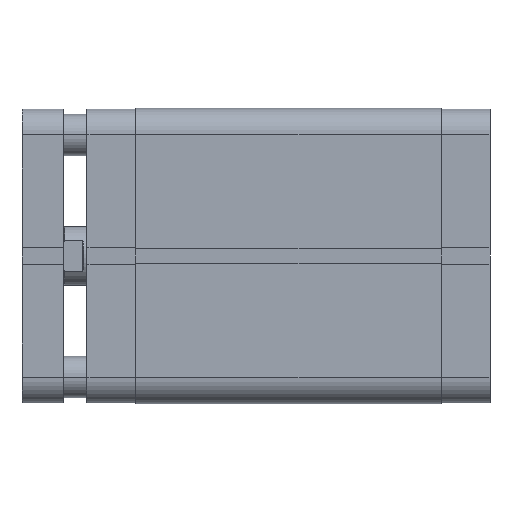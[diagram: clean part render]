
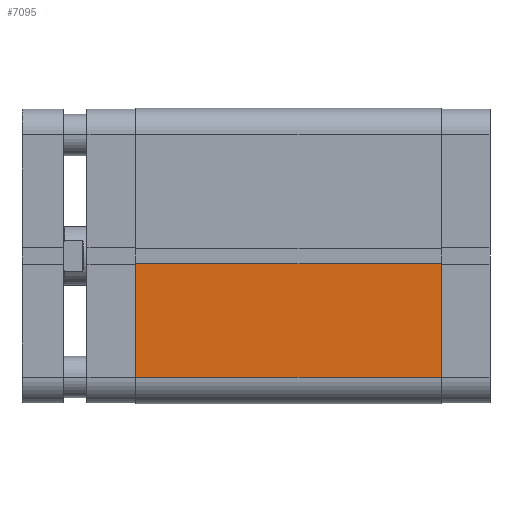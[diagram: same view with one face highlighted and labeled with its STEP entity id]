
A CAD part, front view. The second image highlights one B-rep face of the part: STEP entity #7095.
In plain terms, the highlighted face is planar.
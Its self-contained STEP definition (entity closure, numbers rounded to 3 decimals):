
#106 = CARTESIAN_POINT ( 'NONE',  ( 50., -41., 0. ) ) ;
#625 = EDGE_LOOP ( 'NONE', ( #1816, #1800, #1788, #1832 ) ) ;
#1788 = ORIENTED_EDGE ( 'NONE', *, *, #6212, .F. ) ;
#1800 = ORIENTED_EDGE ( 'NONE', *, *, #6126, .F. ) ;
#1816 = ORIENTED_EDGE ( 'NONE', *, *, #6157, .T. ) ;
#1832 = ORIENTED_EDGE ( 'NONE', *, *, #6127, .T. ) ;
#2576 = CARTESIAN_POINT ( 'NONE',  ( 50., -2.6, 103.5 ) ) ;
#2578 = CARTESIAN_POINT ( 'NONE',  ( 50., -41., 103.5 ) ) ;
#2579 = DIRECTION ( 'NONE',  ( 0., 0., -1. ) ) ;
#2581 = DIRECTION ( 'NONE',  ( 0., 0., -1. ) ) ;
#2646 = CARTESIAN_POINT ( 'NONE',  ( 50., -2.6, 0. ) ) ;
#2647 = DIRECTION ( 'NONE',  ( 0., 1., 0. ) ) ;
#2779 = CARTESIAN_POINT ( 'NONE',  ( 50., -2.6, 103.5 ) ) ;
#2780 = DIRECTION ( 'NONE',  ( 0., 1., 0. ) ) ;
#3338 = LINE ( 'NONE', #2576, #3343 ) ;
#3340 = LINE ( 'NONE', #2578, #3345 ) ;
#3343 = VECTOR ( 'NONE', #2579, 1000. ) ;
#3345 = VECTOR ( 'NONE', #2581, 1000. ) ;
#3375 = LINE ( 'NONE', #2646, #3380 ) ;
#3380 = VECTOR ( 'NONE', #2647, 1000. ) ;
#3463 = LINE ( 'NONE', #2779, #3470 ) ;
#3470 = VECTOR ( 'NONE', #2780, 1000. ) ;
#4139 = FACE_OUTER_BOUND ( 'NONE', #625, .T. ) ;
#4350 = VERTEX_POINT ( 'NONE', #4413 ) ;
#4368 = VERTEX_POINT ( 'NONE', #4789 ) ;
#4401 = CARTESIAN_POINT ( 'NONE',  ( 50., -2.6, 0. ) ) ;
#4413 = CARTESIAN_POINT ( 'NONE',  ( 50., -2.6, 103.5 ) ) ;
#4443 = VERTEX_POINT ( 'NONE', #4401 ) ;
#4617 = VERTEX_POINT ( 'NONE', #106 ) ;
#4789 = CARTESIAN_POINT ( 'NONE',  ( 50., -41., 103.5 ) ) ;
#6126 = EDGE_CURVE ( 'NONE', #4350, #4443, #3338, .T. ) ;
#6127 = EDGE_CURVE ( 'NONE', #4368, #4617, #3340, .T. ) ;
#6157 = EDGE_CURVE ( 'NONE', #4617, #4443, #3375, .T. ) ;
#6212 = EDGE_CURVE ( 'NONE', #4368, #4350, #3463, .T. ) ;
#7095 = ADVANCED_FACE ( 'NONE', ( #4139 ), #7576, .F. ) ;
#7575 = CARTESIAN_POINT ( 'NONE',  ( 50., -2.6, 103.5 ) ) ;
#7576 = PLANE ( 'NONE',  #8203 ) ;
#7578 = DIRECTION ( 'NONE',  ( -1., 0., 0. ) ) ;
#7579 = DIRECTION ( 'NONE',  ( 0., -1., 0. ) ) ;
#8203 = AXIS2_PLACEMENT_3D ( 'NONE', #7575, #7578, #7579 ) ;
